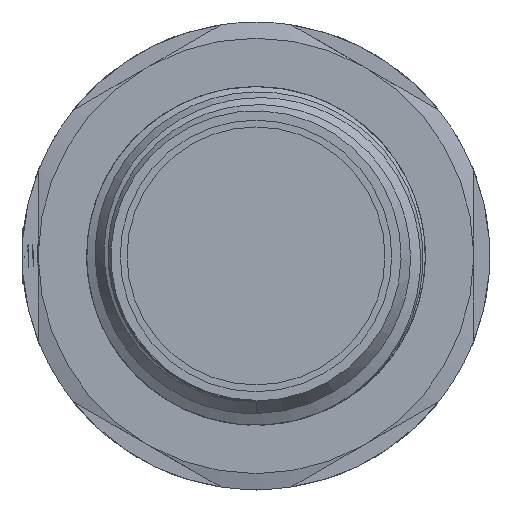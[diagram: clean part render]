
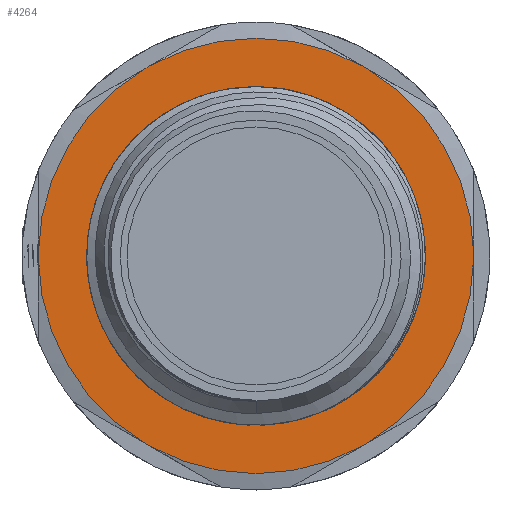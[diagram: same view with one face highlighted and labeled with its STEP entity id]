
A CAD part, left-side view. The second image highlights one B-rep face of the part: STEP entity #4264.
In plain terms, the highlighted planar face has unit normal (-1, 0, 0).
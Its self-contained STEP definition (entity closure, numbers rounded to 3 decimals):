
#168=PLANE('',#4832);
#221=FACE_BOUND('',#1386,.T.);
#572=LINE('',#16366,#754);
#573=LINE('',#16367,#755);
#574=LINE('',#16368,#756);
#575=LINE('',#16369,#757);
#576=LINE('',#16370,#758);
#577=LINE('',#16371,#759);
#754=VECTOR('',#5996,1000.);
#755=VECTOR('',#5997,1000.);
#756=VECTOR('',#5998,1000.);
#757=VECTOR('',#5999,1000.);
#758=VECTOR('',#6000,1000.);
#759=VECTOR('',#6001,1000.);
#1117=FACE_OUTER_BOUND('',#1385,.T.);
#1385=EDGE_LOOP('',(#3922,#3923,#3924,#3925,#3926,#3927,#3928,#3929,#3930,
#3931,#3932,#3933));
#1386=EDGE_LOOP('',(#3934,#3935));
#1650=CIRCLE('',#4795,9.001);
#1651=CIRCLE('',#4796,9.001);
#1658=CIRCLE('',#4807,13.501);
#1672=CIRCLE('',#4823,13.501);
#1673=CIRCLE('',#4825,13.501);
#1674=CIRCLE('',#4827,13.501);
#1675=CIRCLE('',#4829,13.501);
#1676=CIRCLE('',#4831,13.501);
#2099=VERTEX_POINT('',#16107);
#2100=VERTEX_POINT('',#16109);
#2107=VERTEX_POINT('',#16254);
#2108=VERTEX_POINT('',#16255);
#2134=VERTEX_POINT('',#16316);
#2135=VERTEX_POINT('',#16320);
#2136=VERTEX_POINT('',#16326);
#2137=VERTEX_POINT('',#16330);
#2138=VERTEX_POINT('',#16336);
#2139=VERTEX_POINT('',#16340);
#2140=VERTEX_POINT('',#16346);
#2141=VERTEX_POINT('',#16350);
#2142=VERTEX_POINT('',#16356);
#2143=VERTEX_POINT('',#16360);
#2697=EDGE_CURVE('',#2099,#2100,#1650,.T.);
#2698=EDGE_CURVE('',#2100,#2099,#1651,.T.);
#2709=EDGE_CURVE('',#2107,#2108,#1658,.T.);
#2739=EDGE_CURVE('',#2135,#2134,#1672,.T.);
#2742=EDGE_CURVE('',#2137,#2136,#1673,.T.);
#2745=EDGE_CURVE('',#2139,#2138,#1674,.T.);
#2748=EDGE_CURVE('',#2141,#2140,#1675,.T.);
#2751=EDGE_CURVE('',#2143,#2142,#1676,.T.);
#2753=EDGE_CURVE('',#2107,#2134,#572,.T.);
#2754=EDGE_CURVE('',#2143,#2108,#573,.T.);
#2755=EDGE_CURVE('',#2141,#2142,#574,.T.);
#2756=EDGE_CURVE('',#2139,#2140,#575,.T.);
#2757=EDGE_CURVE('',#2137,#2138,#576,.T.);
#2758=EDGE_CURVE('',#2135,#2136,#577,.T.);
#3922=ORIENTED_EDGE('',*,*,#2753,.F.);
#3923=ORIENTED_EDGE('',*,*,#2709,.T.);
#3924=ORIENTED_EDGE('',*,*,#2754,.F.);
#3925=ORIENTED_EDGE('',*,*,#2751,.T.);
#3926=ORIENTED_EDGE('',*,*,#2755,.F.);
#3927=ORIENTED_EDGE('',*,*,#2748,.T.);
#3928=ORIENTED_EDGE('',*,*,#2756,.F.);
#3929=ORIENTED_EDGE('',*,*,#2745,.T.);
#3930=ORIENTED_EDGE('',*,*,#2757,.F.);
#3931=ORIENTED_EDGE('',*,*,#2742,.T.);
#3932=ORIENTED_EDGE('',*,*,#2758,.F.);
#3933=ORIENTED_EDGE('',*,*,#2739,.T.);
#3934=ORIENTED_EDGE('',*,*,#2698,.F.);
#3935=ORIENTED_EDGE('',*,*,#2697,.F.);
#4264=ADVANCED_FACE('',(#1117,#221),#168,.F.);
#4795=AXIS2_PLACEMENT_3D('',#16110,#5907,#5908);
#4796=AXIS2_PLACEMENT_3D('',#16111,#5909,#5910);
#4807=AXIS2_PLACEMENT_3D('',#16256,#5931,#5932);
#4823=AXIS2_PLACEMENT_3D('',#16321,#5976,#5977);
#4825=AXIS2_PLACEMENT_3D('',#16331,#5980,#5981);
#4827=AXIS2_PLACEMENT_3D('',#16341,#5984,#5985);
#4829=AXIS2_PLACEMENT_3D('',#16351,#5988,#5989);
#4831=AXIS2_PLACEMENT_3D('',#16361,#5992,#5993);
#4832=AXIS2_PLACEMENT_3D('',#16365,#5994,#5995);
#5907=DIRECTION('center_axis',(-1.,0.,0.));
#5908=DIRECTION('ref_axis',(0.,0.,
-1.));
#5909=DIRECTION('center_axis',(-1.,0.,0.));
#5910=DIRECTION('ref_axis',(0.,0.,
-1.));
#5931=DIRECTION('center_axis',(-1.,0.,0.));
#5932=DIRECTION('ref_axis',(0.,0.,
-1.));
#5976=DIRECTION('center_axis',(-1.,0.,0.));
#5977=DIRECTION('ref_axis',(0.,0.,
-1.));
#5980=DIRECTION('center_axis',(-1.,0.,0.));
#5981=DIRECTION('ref_axis',(0.,0.,
-1.));
#5984=DIRECTION('center_axis',(-1.,0.,0.));
#5985=DIRECTION('ref_axis',(0.,0.,
-1.));
#5988=DIRECTION('center_axis',(-1.,0.,0.));
#5989=DIRECTION('ref_axis',(0.,0.,
-1.));
#5992=DIRECTION('center_axis',(-1.,0.,0.));
#5993=DIRECTION('ref_axis',(0.,0.,
-1.));
#5994=DIRECTION('center_axis',(1.,0.,0.));
#5995=DIRECTION('ref_axis',(0.,0.,
1.));
#5996=DIRECTION('',(0.,-0.866,-0.5));
#5997=DIRECTION('',(0.,-0.866,0.5));
#5998=DIRECTION('',(0.,0.,1.));
#5999=DIRECTION('',(0.,0.866,0.5));
#6000=DIRECTION('',(0.,0.866,-0.5));
#6001=DIRECTION('',(0.,0.,-1.));
#16107=CARTESIAN_POINT('',(-5.303,0.,9.001));
#16109=CARTESIAN_POINT('',(-5.303,0.,-9.001));
#16110=CARTESIAN_POINT('Origin',(-5.303,0.,
0.));
#16111=CARTESIAN_POINT('Origin',(-5.303,0.,
0.));
#16254=CARTESIAN_POINT('',(-5.303,-6.596,11.78));
#16255=CARTESIAN_POINT('',(-5.303,6.596,11.78));
#16256=CARTESIAN_POINT('Origin',(-5.303,0.,
0.));
#16316=CARTESIAN_POINT('',(-5.303,-6.904,11.602));
#16320=CARTESIAN_POINT('',(-5.303,-13.5,0.178));
#16321=CARTESIAN_POINT('Origin',(-5.303,0.,
0.));
#16326=CARTESIAN_POINT('',(-5.303,-13.5,-0.178));
#16330=CARTESIAN_POINT('',(-5.303,-6.904,-11.602));
#16331=CARTESIAN_POINT('Origin',(-5.303,0.,
0.));
#16336=CARTESIAN_POINT('',(-5.303,-6.596,-11.78));
#16340=CARTESIAN_POINT('',(-5.303,6.596,-11.78));
#16341=CARTESIAN_POINT('Origin',(-5.303,0.,
0.));
#16346=CARTESIAN_POINT('',(-5.303,6.904,-11.602));
#16350=CARTESIAN_POINT('',(-5.303,13.5,-0.178));
#16351=CARTESIAN_POINT('Origin',(-5.303,0.,
0.));
#16356=CARTESIAN_POINT('',(-5.303,13.5,0.178));
#16360=CARTESIAN_POINT('',(-5.303,6.904,11.602));
#16361=CARTESIAN_POINT('Origin',(-5.303,0.,
0.));
#16365=CARTESIAN_POINT('Origin',(-5.303,-9.001,0.));
#16366=CARTESIAN_POINT('',(-5.303,-13.5,7.794));
#16367=CARTESIAN_POINT('',(-5.303,0.,15.588));
#16368=CARTESIAN_POINT('',(-5.303,13.5,7.794));
#16369=CARTESIAN_POINT('',(-5.303,13.5,-7.794));
#16370=CARTESIAN_POINT('',(-5.303,0.,-15.588));
#16371=CARTESIAN_POINT('',(-5.303,-13.5,-7.794));
